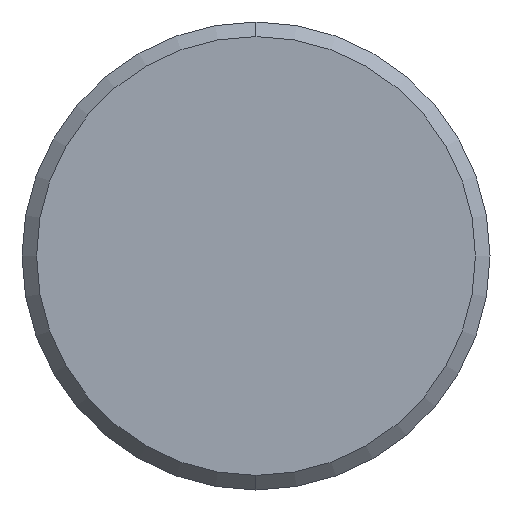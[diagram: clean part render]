
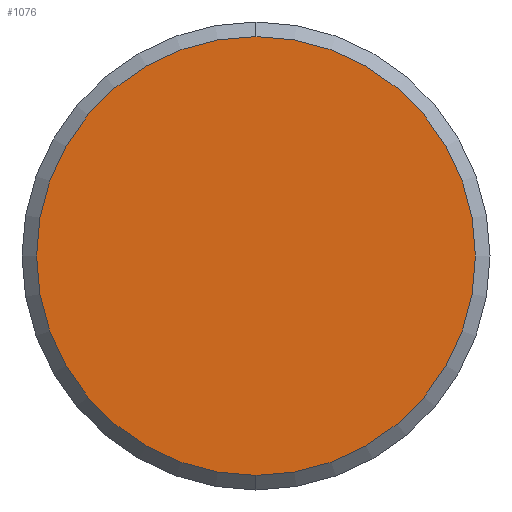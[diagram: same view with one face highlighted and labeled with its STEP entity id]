
A CAD part, left-side view. The second image highlights one B-rep face of the part: STEP entity #1076.
In plain terms, the highlighted planar face has unit normal (-1, 0, 0).
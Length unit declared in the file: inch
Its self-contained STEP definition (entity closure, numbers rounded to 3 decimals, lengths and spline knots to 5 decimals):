
#65 = ORIENTED_EDGE ( 'NONE', *, *, #78, .T. ) ;
#69 = AXIS2_PLACEMENT_3D ( 'NONE', #1307, #949, #1644 ) ;
#78 = EDGE_CURVE ( 'NONE', #413, #684, #129, .T. ) ;
#129 = CIRCLE ( 'NONE', #69, 0.364 ) ;
#298 = CARTESIAN_POINT ( 'NONE',  ( -0.86615, 0.61635, 0.56589 ) ) ;
#323 = DIRECTION ( 'NONE',  ( 0., 0., 1. ) ) ;
#333 = AXIS2_PLACEMENT_3D ( 'NONE', #1829, #897, #405 ) ;
#368 = CIRCLE ( 'NONE', #398, 0.364 ) ;
#398 = AXIS2_PLACEMENT_3D ( 'NONE', #298, #959, #323 ) ;
#405 = DIRECTION ( 'NONE',  ( 0., 0., 1. ) ) ;
#413 = VERTEX_POINT ( 'NONE', #1678 ) ;
#492 = PLANE ( 'NONE',  #333 ) ;
#684 = VERTEX_POINT ( 'NONE', #2155 ) ;
#861 = EDGE_LOOP ( 'NONE', ( #65, #1408 ) ) ;
#897 = DIRECTION ( 'NONE',  ( -1., 0., 0. ) ) ;
#949 = DIRECTION ( 'NONE',  ( -1., 0., 0. ) ) ;
#959 = DIRECTION ( 'NONE',  ( -1., 0., 0. ) ) ;
#1076 = ADVANCED_FACE ( 'NONE', ( #1133 ), #492, .T. ) ;
#1133 = FACE_OUTER_BOUND ( 'NONE', #861, .T. ) ;
#1307 = CARTESIAN_POINT ( 'NONE',  ( -0.86615, 0.61635, 0.56589 ) ) ;
#1408 = ORIENTED_EDGE ( 'NONE', *, *, #1446, .T. ) ;
#1446 = EDGE_CURVE ( 'NONE', #684, #413, #368, .T. ) ;
#1644 = DIRECTION ( 'NONE',  ( 0., 0., 1. ) ) ;
#1678 = CARTESIAN_POINT ( 'NONE',  ( -0.86615, 0.61635, 0.20189 ) ) ;
#1829 = CARTESIAN_POINT ( 'NONE',  ( -0.86615, 1.01035, 0.56589 ) ) ;
#2155 = CARTESIAN_POINT ( 'NONE',  ( -0.86615, 0.61635, 0.92989 ) ) ;
